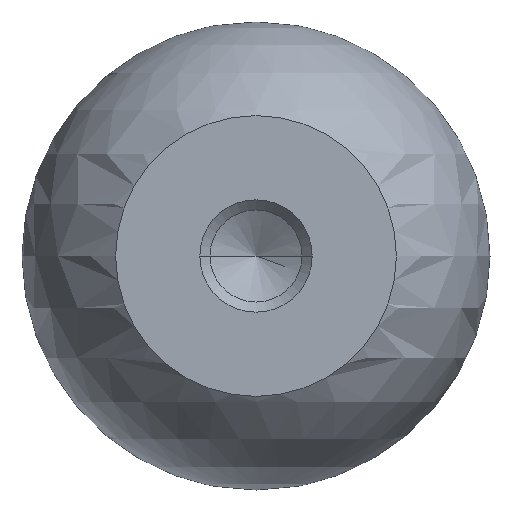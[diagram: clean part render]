
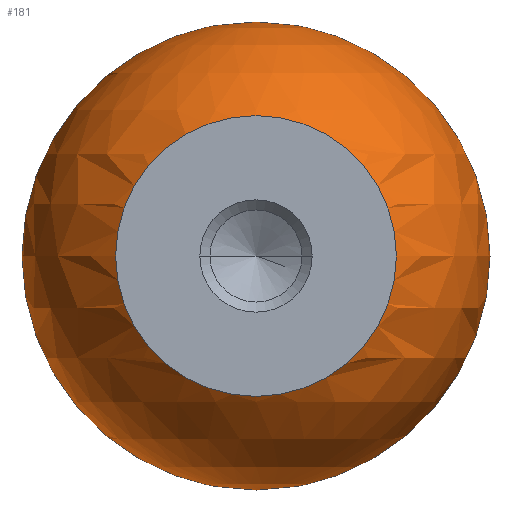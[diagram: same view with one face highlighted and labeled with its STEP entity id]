
A CAD part, front view. The second image highlights one B-rep face of the part: STEP entity #181.
In plain terms, the highlighted spherical face has radius 12.5 mm.
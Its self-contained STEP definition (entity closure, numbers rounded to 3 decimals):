
#115=EDGE_CURVE('',#209,#177,#267,.T.);
#123=VERTEX_POINT('',#276);
#145=EDGE_CURVE('',#165,#123,#300,.T.);
#151=EDGE_CURVE('',#123,#165,#306,.T.);
#163=EDGE_CURVE('',#177,#209,#319,.T.);
#165=VERTEX_POINT('',#321);
#177=VERTEX_POINT('',#335);
#181=ADVANCED_FACE('',(#340,#341),#342,.T.);
#209=VERTEX_POINT('',#374);
#267=CIRCLE('',#436,7.5);
#276=CARTESIAN_POINT('',(0.0,10.0,12.5));
#300=CIRCLE('',#480,12.5);
#306=CIRCLE('',#489,12.5);
#319=CIRCLE('',#505,7.5);
#321=CARTESIAN_POINT('',(0.,10.0,-12.5));
#335=CARTESIAN_POINT('',(0.,0.0,7.5));
#340=FACE_BOUND('',#528,.T.);
#341=FACE_BOUND('',#529,.T.);
#342=SPHERICAL_SURFACE('',#530,12.5);
#374=CARTESIAN_POINT('',(0.0,0.0,-7.5));
#436=AXIS2_PLACEMENT_3D('',#618,#619,#620);
#480=AXIS2_PLACEMENT_3D('',#660,#661,#662);
#489=AXIS2_PLACEMENT_3D('',#664,#665,#666);
#505=AXIS2_PLACEMENT_3D('',#681,#682,#683);
#528=EDGE_LOOP('',(#713,#714));
#529=EDGE_LOOP('',(#715,#716));
#530=AXIS2_PLACEMENT_3D('',#717,#718,#719);
#618=CARTESIAN_POINT('',(0.0,0.0,0.0));
#619=DIRECTION('',(0.0,1.0,0.0));
#620=DIRECTION('',(0.0,0.0,-1.0));
#660=CARTESIAN_POINT('',(0.0,10.0,0.0));
#661=DIRECTION('',(0.,-1.0,0.0));
#662=DIRECTION('',(0.0,0.0,1.0));
#664=CARTESIAN_POINT('',(0.0,10.0,0.0));
#665=DIRECTION('',(0.,-1.0,0.0));
#666=DIRECTION('',(0.0,0.0,1.0));
#681=CARTESIAN_POINT('',(0.0,0.0,0.0));
#682=DIRECTION('',(0.0,1.0,0.0));
#683=DIRECTION('',(0.0,0.0,-1.0));
#713=ORIENTED_EDGE('',*,*,#145,.T.);
#714=ORIENTED_EDGE('',*,*,#151,.T.);
#715=ORIENTED_EDGE('',*,*,#163,.T.);
#716=ORIENTED_EDGE('',*,*,#115,.T.);
#717=CARTESIAN_POINT('',(0.0,10.0,0.0));
#718=DIRECTION('',(0.0,0.0,1.0));
#719=DIRECTION('',(1.0,0.0,0.0));
